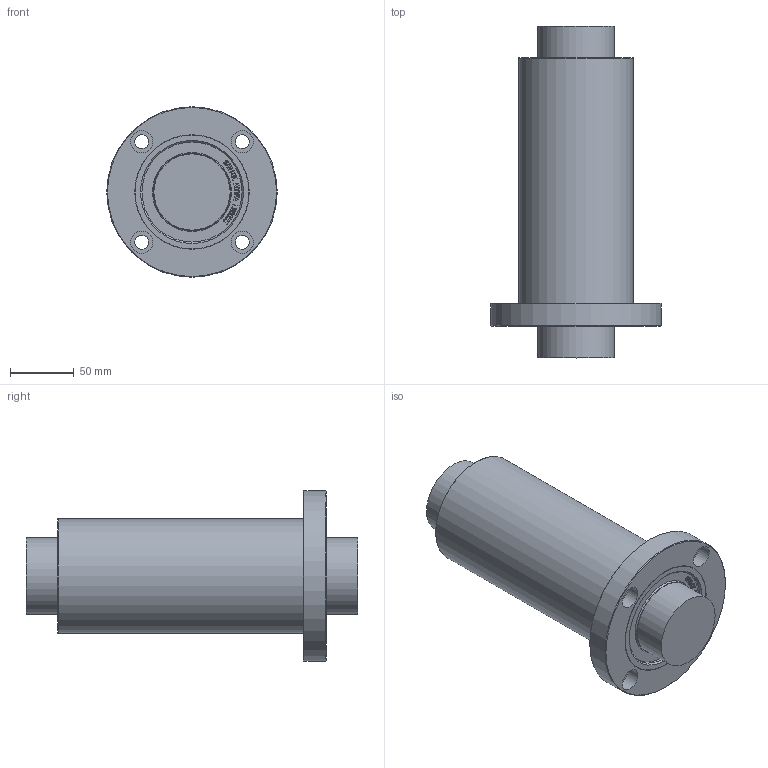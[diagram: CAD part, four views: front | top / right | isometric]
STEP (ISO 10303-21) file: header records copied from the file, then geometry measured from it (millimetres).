
FILE_DESCRIPTION((''),'2;1');
FILE_NAME('LMEF60UU.stp','2013-02-05T19:22:42',('user2'),(''),'Autodesk Inventor 2012','Autodesk Inventor 2012','');
FILE_SCHEMA(('AUTOMOTIVE_DESIGN { 1 0 10303 214 1 1 1 1 }'));
Length unit declared in the file: millimetre
Products named in the file (1): LMEF60UU
Bounding box: 134 x 261 x 134 mm (x, y, z)
Volume: 1597639 mm3; surface area: 104377.8 mm2
Topology: 1 solids, 1 shells, 845 faces, 2351 edges, 1566 vertices
Faces by surface type: bspline 600, plane 222, cylinder 15, cone 6, torus 2
Full cylindrical faces by diameter (mm): 11 x4, 17.5 x4, 60 x2, 78.7 x2, 90 x2, 134 x1
Entity records: 28425 total; most frequent: CARTESIAN_POINT 10136, ORIENTED_EDGE 4652, EDGE_CURVE 2326, DIRECTION 1658, VERTEX_POINT 1564, QUASI_UNIFORM_CURVE 1200, VECTOR 1086, LINE 1086
